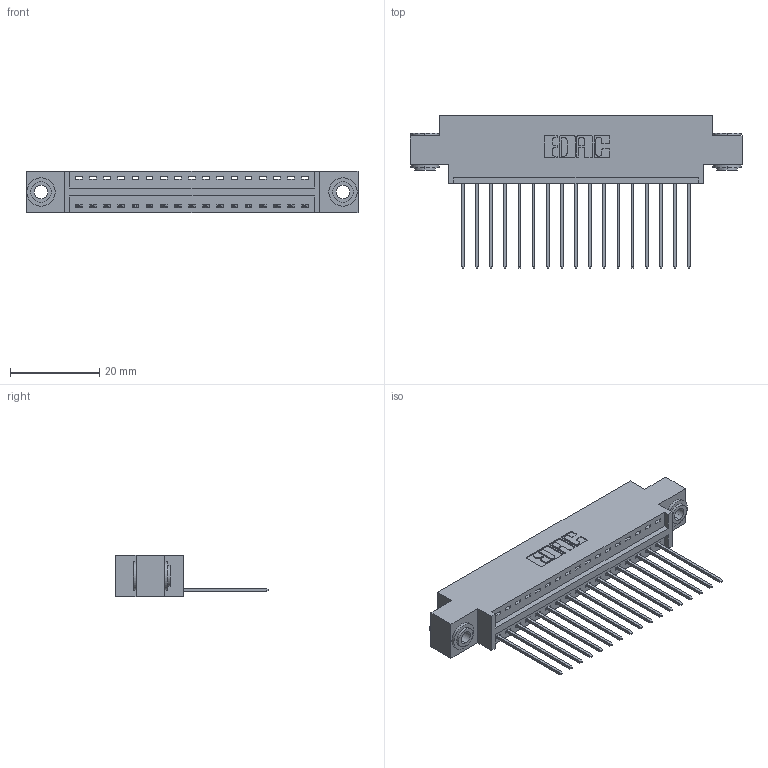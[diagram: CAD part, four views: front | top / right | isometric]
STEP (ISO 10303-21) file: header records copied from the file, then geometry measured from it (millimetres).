
FILE_DESCRIPTION (( 'STEP AP203' ), '1' );
FILE_NAME ('346-017-541-603.STEP', '2022-05-05T13:20:13', ( '' ), ( '' ), 'SwSTEP 2.0', 'SolidWorks 2020', '' );
FILE_SCHEMA (( 'CONFIG_CONTROL_DESIGN' ));
Length unit declared in the file: inch
Products named in the file (4): 345-292-001_345-293-141; 345-250-002_345-250-002-102; 346-017-541-603; 346 Part_0.170 Offset - 0.156 Dia-TH
Assembly tree (20 placements, depth 2):
  346-017-541-603
    346 Part_0.170 Offset - 0.156 Dia-TH
    345-292-001_345-293-141  x17
    345-250-002_345-250-002-102  x2
Bounding box: 74.55 x 34.29 x 9.4 mm (x, y, z)
Volume: 6866.5 mm3; surface area: 9059.4 mm2
Topology: 20 solids, 20 shells, 1164 faces, 3445 edges, 2270 vertices
Faces by surface type: plane 784, cylinder 372, cone 8
Entity records: 15132 total; most frequent: CARTESIAN_POINT 2584, ORIENTED_EDGE 2526, DIRECTION 2339, EDGE_CURVE 1263, VECTOR 1039, LINE 1039, VERTEX_POINT 838, AXIS2_PLACEMENT_3D 650
